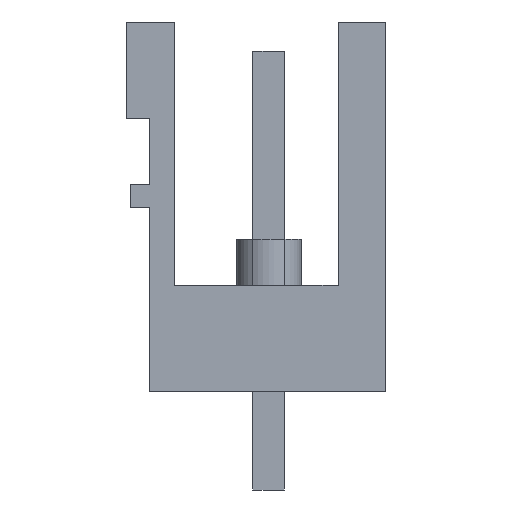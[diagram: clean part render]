
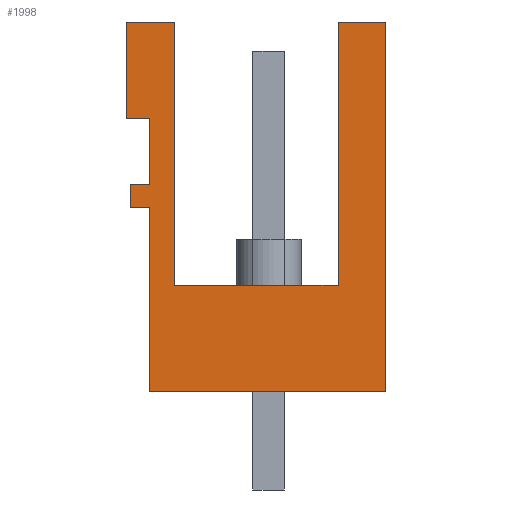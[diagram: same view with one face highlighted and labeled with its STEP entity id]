
A CAD part, left-side view. The second image highlights one B-rep face of the part: STEP entity #1998.
In plain terms, the highlighted planar face has unit normal (-1, 0, 0).
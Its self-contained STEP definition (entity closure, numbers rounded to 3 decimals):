
#1898=AXIS2_PLACEMENT_3D('Plane Axis2P3D',#1895,#1896,#1897) ;
#383=CARTESIAN_POINT('Vertex',(0.,7.68,3.2)) ;
#386=CARTESIAN_POINT('Line Origine',(0.,7.68,6.19)) ;
#390=CARTESIAN_POINT('Vertex',(0.,7.68,9.181)) ;
#1879=CARTESIAN_POINT('Vertex',(0.,0.,3.2)) ;
#1882=CARTESIAN_POINT('Line Origine',(0.,3.84,3.2)) ;
#1895=CARTESIAN_POINT('Axis2P3D Location',(0.,8.43,1.7)) ;
#1900=CARTESIAN_POINT('Line Origine',(0.,0.,9.2)) ;
#1904=CARTESIAN_POINT('Vertex',(0.,0.,15.2)) ;
#1907=CARTESIAN_POINT('Line Origine',(0.,0.775,15.2)) ;
#1911=CARTESIAN_POINT('Vertex',(0.,1.55,15.2)) ;
#1914=CARTESIAN_POINT('Line Origine',(0.,1.55,10.925)) ;
#1918=CARTESIAN_POINT('Vertex',(0.,1.55,6.65)) ;
#1921=CARTESIAN_POINT('Line Origine',(0.,4.207,6.65)) ;
#1925=CARTESIAN_POINT('Vertex',(0.,6.863,6.65)) ;
#1928=CARTESIAN_POINT('Line Origine',(0.,6.863,10.925)) ;
#1932=CARTESIAN_POINT('Vertex',(0.,6.863,15.2)) ;
#1935=CARTESIAN_POINT('Line Origine',(0.,7.647,15.2)) ;
#1939=CARTESIAN_POINT('Vertex',(0.,8.43,15.2)) ;
#1942=CARTESIAN_POINT('Line Origine',(0.,8.43,13.64)) ;
#1946=CARTESIAN_POINT('Vertex',(0.,8.43,12.08)) ;
#1949=CARTESIAN_POINT('Line Origine',(0.,8.055,12.08)) ;
#1953=CARTESIAN_POINT('Vertex',(0.,7.68,12.08)) ;
#1956=CARTESIAN_POINT('Line Origine',(0.,7.68,11.005)) ;
#1960=CARTESIAN_POINT('Vertex',(0.,7.68,9.93)) ;
#1963=CARTESIAN_POINT('Line Origine',(0.,7.99,9.93)) ;
#1967=CARTESIAN_POINT('Vertex',(0.,8.3,9.93)) ;
#1970=CARTESIAN_POINT('Line Origine',(0.,8.3,9.555)) ;
#1974=CARTESIAN_POINT('Vertex',(0.,8.3,9.181)) ;
#1977=CARTESIAN_POINT('Line Origine',(0.,7.99,9.181)) ;
#387=DIRECTION('Vector Direction',(0.,0.,-1.)) ;
#1883=DIRECTION('Vector Direction',(0.,-1.,0.)) ;
#1896=DIRECTION('Axis2P3D Direction',(-1.,0.,0.)) ;
#1897=DIRECTION('Axis2P3D XDirection',(0.,1.,0.)) ;
#1901=DIRECTION('Vector Direction',(0.,0.,1.)) ;
#1908=DIRECTION('Vector Direction',(0.,1.,0.)) ;
#1915=DIRECTION('Vector Direction',(0.,0.,-1.)) ;
#1922=DIRECTION('Vector Direction',(0.,1.,0.)) ;
#1929=DIRECTION('Vector Direction',(0.,0.,1.)) ;
#1936=DIRECTION('Vector Direction',(0.,1.,0.)) ;
#1943=DIRECTION('Vector Direction',(0.,0.,-1.)) ;
#1950=DIRECTION('Vector Direction',(0.,-1.,0.)) ;
#1957=DIRECTION('Vector Direction',(0.,0.,-1.)) ;
#1964=DIRECTION('Vector Direction',(0.,1.,0.)) ;
#1971=DIRECTION('Vector Direction',(0.,0.,-1.)) ;
#1978=DIRECTION('Vector Direction',(0.,-1.,0.)) ;
#388=VECTOR('Line Direction',#387,1.) ;
#1884=VECTOR('Line Direction',#1883,1.) ;
#1902=VECTOR('Line Direction',#1901,1.) ;
#1909=VECTOR('Line Direction',#1908,1.) ;
#1916=VECTOR('Line Direction',#1915,1.) ;
#1923=VECTOR('Line Direction',#1922,1.) ;
#1930=VECTOR('Line Direction',#1929,1.) ;
#1937=VECTOR('Line Direction',#1936,1.) ;
#1944=VECTOR('Line Direction',#1943,1.) ;
#1951=VECTOR('Line Direction',#1950,1.) ;
#1958=VECTOR('Line Direction',#1957,1.) ;
#1965=VECTOR('Line Direction',#1964,1.) ;
#1972=VECTOR('Line Direction',#1971,1.) ;
#1979=VECTOR('Line Direction',#1978,1.) ;
#1983=ORIENTED_EDGE('',*,*,#1906,.T.) ;
#1984=ORIENTED_EDGE('',*,*,#1913,.T.) ;
#1985=ORIENTED_EDGE('',*,*,#1920,.T.) ;
#1986=ORIENTED_EDGE('',*,*,#1927,.T.) ;
#1987=ORIENTED_EDGE('',*,*,#1934,.T.) ;
#1988=ORIENTED_EDGE('',*,*,#1941,.T.) ;
#1989=ORIENTED_EDGE('',*,*,#1948,.T.) ;
#1990=ORIENTED_EDGE('',*,*,#1955,.T.) ;
#1991=ORIENTED_EDGE('',*,*,#1962,.T.) ;
#1992=ORIENTED_EDGE('',*,*,#1969,.T.) ;
#1993=ORIENTED_EDGE('',*,*,#1976,.T.) ;
#1994=ORIENTED_EDGE('',*,*,#1981,.T.) ;
#1995=ORIENTED_EDGE('',*,*,#392,.T.) ;
#1996=ORIENTED_EDGE('',*,*,#1886,.T.) ;
#1998=ADVANCED_FACE('HOUSING',(#1997),#1899,.T.) ;
#392=EDGE_CURVE('',#391,#384,#389,.T.) ;
#1886=EDGE_CURVE('',#384,#1880,#1885,.T.) ;
#1906=EDGE_CURVE('',#1880,#1905,#1903,.T.) ;
#1913=EDGE_CURVE('',#1905,#1912,#1910,.T.) ;
#1920=EDGE_CURVE('',#1912,#1919,#1917,.T.) ;
#1927=EDGE_CURVE('',#1919,#1926,#1924,.T.) ;
#1934=EDGE_CURVE('',#1926,#1933,#1931,.T.) ;
#1941=EDGE_CURVE('',#1933,#1940,#1938,.T.) ;
#1948=EDGE_CURVE('',#1940,#1947,#1945,.T.) ;
#1955=EDGE_CURVE('',#1947,#1954,#1952,.T.) ;
#1962=EDGE_CURVE('',#1954,#1961,#1959,.T.) ;
#1969=EDGE_CURVE('',#1961,#1968,#1966,.T.) ;
#1976=EDGE_CURVE('',#1968,#1975,#1973,.T.) ;
#1981=EDGE_CURVE('',#1975,#391,#1980,.T.) ;
#1982=EDGE_LOOP('',(#1983,#1984,#1985,#1986,#1987,#1988,#1989,#1990,#1991,#1992,#1993,#1994,#1995,#1996)) ;
#1997=FACE_OUTER_BOUND('',#1982,.T.) ;
#389=LINE('Line',#386,#388) ;
#1885=LINE('Line',#1882,#1884) ;
#1903=LINE('Line',#1900,#1902) ;
#1910=LINE('Line',#1907,#1909) ;
#1917=LINE('Line',#1914,#1916) ;
#1924=LINE('Line',#1921,#1923) ;
#1931=LINE('Line',#1928,#1930) ;
#1938=LINE('Line',#1935,#1937) ;
#1945=LINE('Line',#1942,#1944) ;
#1952=LINE('Line',#1949,#1951) ;
#1959=LINE('Line',#1956,#1958) ;
#1966=LINE('Line',#1963,#1965) ;
#1973=LINE('Line',#1970,#1972) ;
#1980=LINE('Line',#1977,#1979) ;
#1899=PLANE('',#1898) ;
#384=VERTEX_POINT('',#383) ;
#391=VERTEX_POINT('',#390) ;
#1880=VERTEX_POINT('',#1879) ;
#1905=VERTEX_POINT('',#1904) ;
#1912=VERTEX_POINT('',#1911) ;
#1919=VERTEX_POINT('',#1918) ;
#1926=VERTEX_POINT('',#1925) ;
#1933=VERTEX_POINT('',#1932) ;
#1940=VERTEX_POINT('',#1939) ;
#1947=VERTEX_POINT('',#1946) ;
#1954=VERTEX_POINT('',#1953) ;
#1961=VERTEX_POINT('',#1960) ;
#1968=VERTEX_POINT('',#1967) ;
#1975=VERTEX_POINT('',#1974) ;
